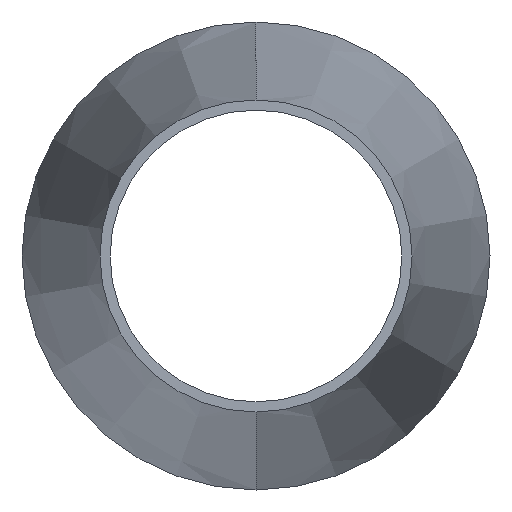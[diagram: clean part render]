
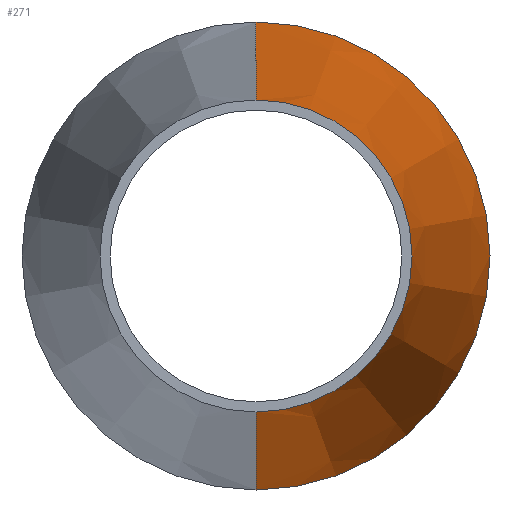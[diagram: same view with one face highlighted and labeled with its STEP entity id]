
A CAD part, front view. The second image highlights one B-rep face of the part: STEP entity #271.
In plain terms, the highlighted conical face has half-angle 7.125 degrees and reference radius 25.4 mm.
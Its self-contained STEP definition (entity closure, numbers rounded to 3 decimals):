
#10 = ORIENTED_EDGE ( 'NONE', *, *, #332, .T. ) ;
#38 = DIRECTION ( 'NONE',  ( 0., 0.992, 0.124 ) ) ;
#57 = CONICAL_SURFACE ( 'NONE', #227, 25.4, 0.124 ) ;
#64 = VERTEX_POINT ( 'NONE', #145 ) ;
#76 = VECTOR ( 'NONE', #38, 1000. ) ;
#97 = DIRECTION ( 'NONE',  ( 0., 1., 0. ) ) ;
#103 = VECTOR ( 'NONE', #361, 1000. ) ;
#105 = CARTESIAN_POINT ( 'NONE',  ( 0., 0., -25.4 ) ) ;
#118 = DIRECTION ( 'NONE',  ( 0., 0., -1. ) ) ;
#121 = CARTESIAN_POINT ( 'NONE',  ( 0., 0., 25.4 ) ) ;
#123 = CARTESIAN_POINT ( 'NONE',  ( 0., 0., 0. ) ) ;
#126 = AXIS2_PLACEMENT_3D ( 'NONE', #281, #184, #317 ) ;
#133 = LINE ( 'NONE', #105, #103 ) ;
#145 = CARTESIAN_POINT ( 'NONE',  ( 0., 101.6, 38.1 ) ) ;
#146 = FACE_OUTER_BOUND ( 'NONE', #244, .T. ) ;
#161 = CARTESIAN_POINT ( 'NONE',  ( 0., 0., 0. ) ) ;
#173 = VERTEX_POINT ( 'NONE', #121 ) ;
#180 = VERTEX_POINT ( 'NONE', #242 ) ;
#183 = CIRCLE ( 'NONE', #358, 25.4 ) ;
#184 = DIRECTION ( 'NONE',  ( 0., 1., 0. ) ) ;
#189 = EDGE_CURVE ( 'NONE', #180, #173, #183, .T. ) ;
#192 = EDGE_CURVE ( 'NONE', #64, #343, #202, .T. ) ;
#197 = ORIENTED_EDGE ( 'NONE', *, *, #278, .F. ) ;
#202 = CIRCLE ( 'NONE', #126, 38.1 ) ;
#227 = AXIS2_PLACEMENT_3D ( 'NONE', #161, #97, #392 ) ;
#242 = CARTESIAN_POINT ( 'NONE',  ( 0., 0., -25.4 ) ) ;
#244 = EDGE_LOOP ( 'NONE', ( #300, #10, #393, #197 ) ) ;
#269 = LINE ( 'NONE', #395, #76 ) ;
#271 = ADVANCED_FACE ( 'NONE', ( #146 ), #57, .T. ) ;
#278 = EDGE_CURVE ( 'NONE', #173, #64, #269, .T. ) ;
#281 = CARTESIAN_POINT ( 'NONE',  ( 0., 101.6, 0. ) ) ;
#300 = ORIENTED_EDGE ( 'NONE', *, *, #189, .F. ) ;
#317 = DIRECTION ( 'NONE',  ( 0., 0., 1. ) ) ;
#331 = CARTESIAN_POINT ( 'NONE',  ( 0., 101.6, -38.1 ) ) ;
#332 = EDGE_CURVE ( 'NONE', #180, #343, #133, .T. ) ;
#343 = VERTEX_POINT ( 'NONE', #331 ) ;
#358 = AXIS2_PLACEMENT_3D ( 'NONE', #123, #384, #118 ) ;
#361 = DIRECTION ( 'NONE',  ( 0., 0.992, -0.124 ) ) ;
#384 = DIRECTION ( 'NONE',  ( 0., -1., 0. ) ) ;
#392 = DIRECTION ( 'NONE',  ( 0., 0., 1. ) ) ;
#393 = ORIENTED_EDGE ( 'NONE', *, *, #192, .F. ) ;
#395 = CARTESIAN_POINT ( 'NONE',  ( 0., 0., 25.4 ) ) ;
